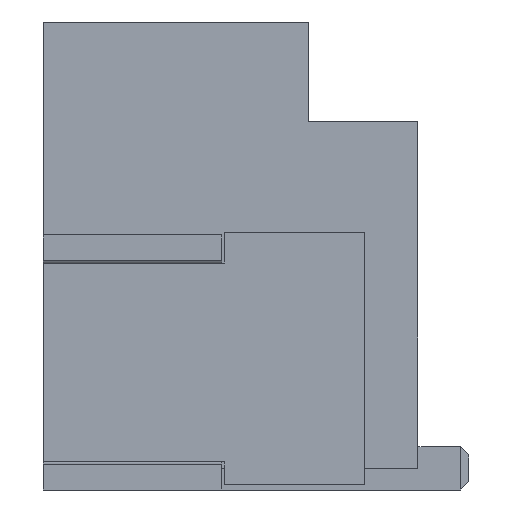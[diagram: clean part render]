
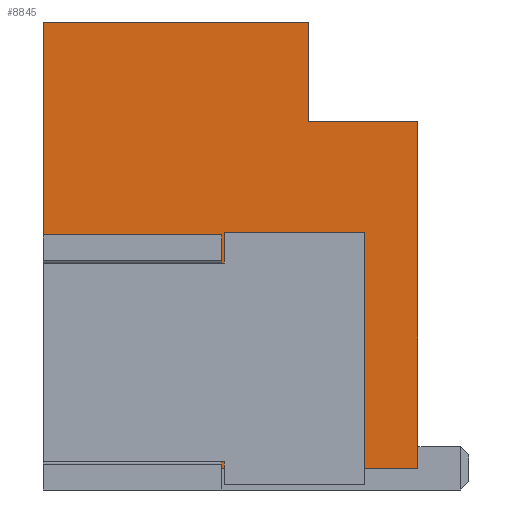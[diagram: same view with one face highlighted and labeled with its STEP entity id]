
A CAD part, left-side view. The second image highlights one B-rep face of the part: STEP entity #8845.
In plain terms, the highlighted planar face has unit normal (-1, 0, 0).
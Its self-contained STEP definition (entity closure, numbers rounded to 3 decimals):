
#728=ORIENTED_EDGE('',*,*,#3251,.F.);
#729=ORIENTED_EDGE('',*,*,#3139,.F.);
#730=ORIENTED_EDGE('',*,*,#3188,.F.);
#731=ORIENTED_EDGE('',*,*,#3244,.T.);
#732=ORIENTED_EDGE('',*,*,#3252,.T.);
#733=ORIENTED_EDGE('',*,*,#3177,.T.);
#734=ORIENTED_EDGE('',*,*,#3159,.T.);
#735=ORIENTED_EDGE('',*,*,#3141,.F.);
#736=ORIENTED_EDGE('',*,*,#3253,.T.);
#737=ORIENTED_EDGE('',*,*,#3254,.T.);
#3139=EDGE_CURVE('',#4424,#4425,#5268,.T.);
#3141=EDGE_CURVE('',#4426,#4427,#5270,.T.);
#3159=EDGE_CURVE('',#4443,#4427,#5288,.T.);
#3177=EDGE_CURVE('',#4460,#4443,#5306,.T.);
#3188=EDGE_CURVE('',#4470,#4424,#5317,.T.);
#3244=EDGE_CURVE('',#4470,#4509,#5373,.T.);
#3251=EDGE_CURVE('',#4425,#4513,#5380,.T.);
#3252=EDGE_CURVE('',#4509,#4460,#5381,.T.);
#3253=EDGE_CURVE('',#4426,#4514,#5382,.T.);
#3254=EDGE_CURVE('',#4514,#4513,#5383,.T.);
#4424=VERTEX_POINT('',#15812);
#4425=VERTEX_POINT('',#15814);
#4426=VERTEX_POINT('',#15816);
#4427=VERTEX_POINT('',#15818);
#4443=VERTEX_POINT('',#15855);
#4460=VERTEX_POINT('',#15893);
#4470=VERTEX_POINT('',#15914);
#4509=VERTEX_POINT('',#16012);
#4513=VERTEX_POINT('',#16027);
#4514=VERTEX_POINT('',#16030);
#5268=LINE('',#15813,#6287);
#5270=LINE('',#15817,#6289);
#5288=LINE('',#15854,#6307);
#5306=LINE('',#15892,#6325);
#5317=LINE('',#15915,#6336);
#5373=LINE('',#16013,#6392);
#5380=LINE('',#16026,#6399);
#5381=LINE('',#16028,#6400);
#5382=LINE('',#16029,#6401);
#5383=LINE('',#16031,#6402);
#6287=VECTOR('',#13682,1000.);
#6289=VECTOR('',#13684,1000.);
#6307=VECTOR('',#13708,1000.);
#6325=VECTOR('',#13732,1000.);
#6336=VECTOR('',#13745,1000.);
#6392=VECTOR('',#13807,1000.);
#6399=VECTOR('',#13820,1000.);
#6400=VECTOR('',#13821,1000.);
#6401=VECTOR('',#13822,1000.);
#6402=VECTOR('',#13823,1000.);
#7226=EDGE_LOOP('',(#728,#729,#730,#731,#732,#733,#734,#735,#736,#737));
#7793=FACE_BOUND('',#7226,.T.);
#8352=PLANE('',#13005);
#8845=ADVANCED_FACE('',(#7793),#8352,.T.);
#13005=AXIS2_PLACEMENT_3D('',#16025,#13818,#13819);
#13682=DIRECTION('',(0.,1.,0.));
#13684=DIRECTION('',(0.,1.,0.));
#13708=DIRECTION('',(0.,0.,-1.));
#13732=DIRECTION('',(0.,1.,0.));
#13745=DIRECTION('',(0.,0.,-1.));
#13807=DIRECTION('',(0.,1.,0.));
#13818=DIRECTION('',(-1.,0.,0.));
#13819=DIRECTION('',(0.,-1.,0.));
#13820=DIRECTION('',(0.,0.,1.));
#13821=DIRECTION('',(0.,0.,1.));
#13822=DIRECTION('',(0.,0.,1.));
#13823=DIRECTION('',(0.,-1.,0.));
#15812=CARTESIAN_POINT('',(-9.826,-1.384,0.216));
#15813=CARTESIAN_POINT('',(-9.826,-1.384,0.216));
#15814=CARTESIAN_POINT('',(-9.826,-0.851,0.216));
#15816=CARTESIAN_POINT('',(-9.826,0.546,0.216));
#15817=CARTESIAN_POINT('',(-9.826,-1.384,0.216));
#15818=CARTESIAN_POINT('',(-9.826,2.349,0.216));
#15854=CARTESIAN_POINT('',(-9.826,2.349,1.588));
#15855=CARTESIAN_POINT('',(-9.826,2.349,4.661));
#15892=CARTESIAN_POINT('',(-9.826,-1.384,4.661));
#15893=CARTESIAN_POINT('',(-9.826,-0.292,4.661));
#15914=CARTESIAN_POINT('',(-9.826,-1.384,3.67));
#15915=CARTESIAN_POINT('',(-9.826,-1.384,1.588));
#16012=CARTESIAN_POINT('',(-9.826,-0.292,3.67));
#16013=CARTESIAN_POINT('',(-9.826,-1.384,3.67));
#16025=CARTESIAN_POINT('',(-9.826,-1.384,1.588));
#16026=CARTESIAN_POINT('',(-9.826,-0.851,0.055));
#16027=CARTESIAN_POINT('',(-9.826,-0.851,2.569));
#16028=CARTESIAN_POINT('',(-9.826,-0.292,3.67));
#16029=CARTESIAN_POINT('',(-9.826,0.546,0.055));
#16030=CARTESIAN_POINT('',(-9.826,0.546,2.569));
#16031=CARTESIAN_POINT('',(-9.826,0.546,2.569));
